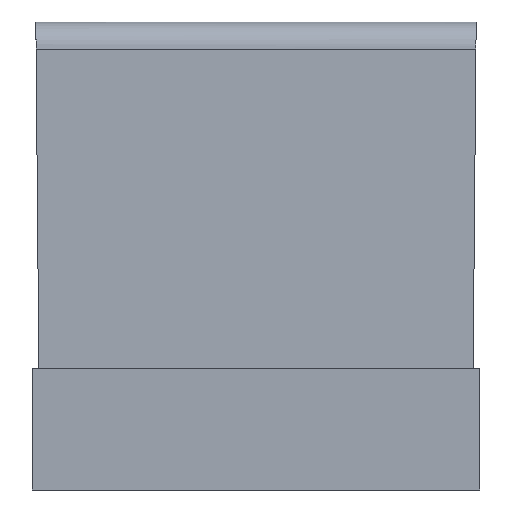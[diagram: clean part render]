
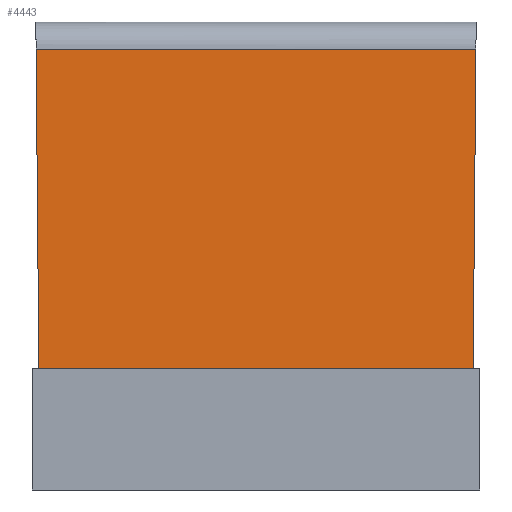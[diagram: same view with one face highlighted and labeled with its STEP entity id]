
A CAD part, front view. The second image highlights one B-rep face of the part: STEP entity #4443.
In plain terms, the highlighted planar face has unit normal (0, -1, 0.018).
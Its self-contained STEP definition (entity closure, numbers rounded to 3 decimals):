
#2063=FACE_OUTER_BOUND('',#16531,.T.);
#4443=ADVANCED_FACE('',(#2063),#6337,.T.);
#6337=PLANE('',#39143);
#8020=LINE('',#53645,#12317);
#8024=LINE('',#53661,#12321);
#8025=LINE('',#53665,#12322);
#8026=LINE('',#53666,#12323);
#12317=VECTOR('',#42757,1.);
#12321=VECTOR('',#42771,1.);
#12322=VECTOR('',#42776,1.);
#12323=VECTOR('',#42777,1.);
#16531=EDGE_LOOP('',(#19307,#19308,#19309,#19310));
#19307=ORIENTED_EDGE('',*,*,#33135,.T.);
#19308=ORIENTED_EDGE('',*,*,#33126,.T.);
#19309=ORIENTED_EDGE('',*,*,#33136,.F.);
#19310=ORIENTED_EDGE('',*,*,#33133,.F.);
#29386=VERTEX_POINT('',#53632);
#29388=VERTEX_POINT('',#53642);
#29395=VERTEX_POINT('',#53660);
#29396=VERTEX_POINT('',#53662);
#33126=EDGE_CURVE('',#29388,#29386,#8020,.T.);
#33133=EDGE_CURVE('',#29395,#29396,#8024,.T.);
#33135=EDGE_CURVE('',#29395,#29388,#8025,.T.);
#33136=EDGE_CURVE('',#29396,#29386,#8026,.T.);
#39143=AXIS2_PLACEMENT_3D('',#53667,#42778,#42779);
#42757=DIRECTION('',(1.,0.,0.));
#42771=DIRECTION('',(1.,0.,0.));
#42776=DIRECTION('',(0.009,-0.017,-1.));
#42777=DIRECTION('',(-0.009,-0.017,-1.));
#42778=DIRECTION('',(0.,-1.,0.017));
#42779=DIRECTION('',(0.,-0.017,-1.));
#53632=CARTESIAN_POINT('',(22.886,260.016,3.));
#53642=CARTESIAN_POINT('',(-8.478,260.016,3.));
#53645=CARTESIAN_POINT('',(7.204,260.016,3.));
#53660=CARTESIAN_POINT('',(-8.679,260.419,26.045));
#53661=CARTESIAN_POINT('',(244.06,260.419,26.045));
#53662=CARTESIAN_POINT('',(23.087,260.419,26.045));
#53665=CARTESIAN_POINT('',(-8.452,259.964,0.));
#53666=CARTESIAN_POINT('',(22.86,259.964,0.));
#53667=CARTESIAN_POINT('',(24.297,259.964,0.));
